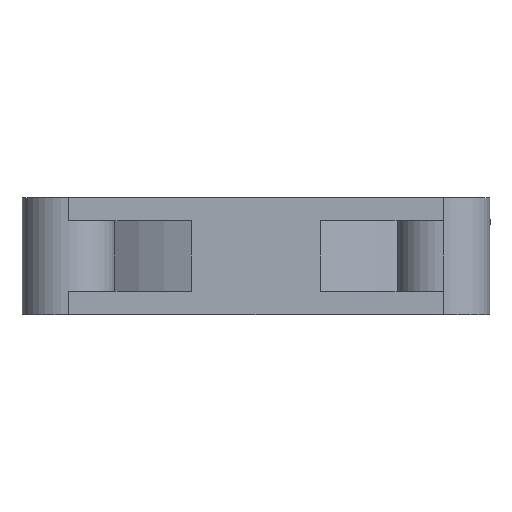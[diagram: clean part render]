
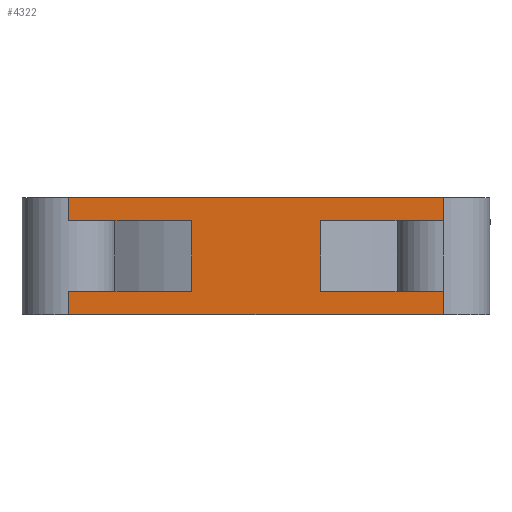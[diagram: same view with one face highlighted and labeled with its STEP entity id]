
A CAD part, left-side view. The second image highlights one B-rep face of the part: STEP entity #4322.
In plain terms, the highlighted planar face has unit normal (-1, 0, 0).
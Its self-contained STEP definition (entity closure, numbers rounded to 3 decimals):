
#45 = CARTESIAN_POINT ( 'NONE',  ( -20., 16., 0. ) ) ;
#49 = CARTESIAN_POINT ( 'NONE',  ( -20., 5.528, 2. ) ) ;
#74 = CARTESIAN_POINT ( 'NONE',  ( -20., 16., 10. ) ) ;
#86 = EDGE_CURVE ( 'NONE', #4127, #791, #6678, .T. ) ;
#147 = ORIENTED_EDGE ( 'NONE', *, *, #4868, .F. ) ;
#192 = CARTESIAN_POINT ( 'NONE',  ( -20., 0., 10. ) ) ;
#281 = LINE ( 'NONE', #192, #8088 ) ;
#328 = DIRECTION ( 'NONE',  ( 0., 0., -1. ) ) ;
#451 = CARTESIAN_POINT ( 'NONE',  ( -20., -16., 2. ) ) ;
#518 = CARTESIAN_POINT ( 'NONE',  ( -20., 16., 2. ) ) ;
#546 = LINE ( 'NONE', #8004, #3059 ) ;
#589 = VERTEX_POINT ( 'NONE', #3590 ) ;
#791 = VERTEX_POINT ( 'NONE', #8705 ) ;
#793 = CARTESIAN_POINT ( 'NONE',  ( -20., -5.528, 8. ) ) ;
#1013 = CARTESIAN_POINT ( 'NONE',  ( -20., -5.528, 2. ) ) ;
#1096 = VECTOR ( 'NONE', #8410, 1000. ) ;
#1120 = EDGE_CURVE ( 'NONE', #1250, #7281, #3024, .T. ) ;
#1211 = VERTEX_POINT ( 'NONE', #2721 ) ;
#1222 = ORIENTED_EDGE ( 'NONE', *, *, #1120, .F. ) ;
#1250 = VERTEX_POINT ( 'NONE', #1013 ) ;
#1306 = ORIENTED_EDGE ( 'NONE', *, *, #6178, .T. ) ;
#1341 = LINE ( 'NONE', #8178, #4963 ) ;
#1585 = CARTESIAN_POINT ( 'NONE',  ( -20., 0., 0. ) ) ;
#1670 = EDGE_CURVE ( 'NONE', #5571, #6152, #6518, .T. ) ;
#1921 = DIRECTION ( 'NONE',  ( 0., 0., -1. ) ) ;
#2187 = ORIENTED_EDGE ( 'NONE', *, *, #4203, .T. ) ;
#2205 = CARTESIAN_POINT ( 'NONE',  ( -20., 16., 8. ) ) ;
#2364 = CARTESIAN_POINT ( 'NONE',  ( -20., -16., 2. ) ) ;
#2422 = PLANE ( 'NONE',  #4812 ) ;
#2444 = VERTEX_POINT ( 'NONE', #4601 ) ;
#2490 = CARTESIAN_POINT ( 'NONE',  ( -20., -16., 8. ) ) ;
#2545 = DIRECTION ( 'NONE',  ( 0., 0., 1. ) ) ;
#2648 = EDGE_CURVE ( 'NONE', #5248, #2444, #6252, .T. ) ;
#2721 = CARTESIAN_POINT ( 'NONE',  ( -20., -16., 10. ) ) ;
#2884 = ORIENTED_EDGE ( 'NONE', *, *, #5684, .F. ) ;
#3024 = LINE ( 'NONE', #2364, #5619 ) ;
#3059 = VECTOR ( 'NONE', #1921, 1000. ) ;
#3103 = VECTOR ( 'NONE', #5337, 1000. ) ;
#3111 = VERTEX_POINT ( 'NONE', #7724 ) ;
#3123 = ORIENTED_EDGE ( 'NONE', *, *, #2648, .T. ) ;
#3130 = CARTESIAN_POINT ( 'NONE',  ( -20., 16., 2. ) ) ;
#3159 = DIRECTION ( 'NONE',  ( 0., -1., 0. ) ) ;
#3190 = EDGE_LOOP ( 'NONE', ( #1222, #7400, #5562, #8266, #2884, #4947, #2187, #147, #8239, #3292, #3123, #1306 ) ) ;
#3292 = ORIENTED_EDGE ( 'NONE', *, *, #7214, .T. ) ;
#3346 = VERTEX_POINT ( 'NONE', #74 ) ;
#3450 = LINE ( 'NONE', #2205, #7640 ) ;
#3590 = CARTESIAN_POINT ( 'NONE',  ( -20., 5.528, 8. ) ) ;
#3872 = CARTESIAN_POINT ( 'NONE',  ( -20., -5.528, 2. ) ) ;
#3959 = LINE ( 'NONE', #8629, #7647 ) ;
#4127 = VERTEX_POINT ( 'NONE', #793 ) ;
#4203 = EDGE_CURVE ( 'NONE', #3111, #589, #3450, .T. ) ;
#4322 = ADVANCED_FACE ( 'NONE', ( #8643 ), #2422, .F. ) ;
#4349 = VECTOR ( 'NONE', #8284, 1000. ) ;
#4601 = CARTESIAN_POINT ( 'NONE',  ( -20., -16., 0. ) ) ;
#4713 = EDGE_CURVE ( 'NONE', #3346, #3111, #6818, .T. ) ;
#4716 = EDGE_CURVE ( 'NONE', #791, #1211, #3959, .T. ) ;
#4788 = VECTOR ( 'NONE', #6601, 1000. ) ;
#4812 = AXIS2_PLACEMENT_3D ( 'NONE', #5122, #7979, #328 ) ;
#4868 = EDGE_CURVE ( 'NONE', #6152, #589, #7563, .T. ) ;
#4947 = ORIENTED_EDGE ( 'NONE', *, *, #4713, .T. ) ;
#4963 = VECTOR ( 'NONE', #6895, 1000. ) ;
#5055 = VECTOR ( 'NONE', #7252, 1000. ) ;
#5122 = CARTESIAN_POINT ( 'NONE',  ( -20., 0., 10. ) ) ;
#5248 = VERTEX_POINT ( 'NONE', #45 ) ;
#5337 = DIRECTION ( 'NONE',  ( 0., 0., -1. ) ) ;
#5562 = ORIENTED_EDGE ( 'NONE', *, *, #86, .T. ) ;
#5571 = VERTEX_POINT ( 'NONE', #518 ) ;
#5619 = VECTOR ( 'NONE', #3159, 1000. ) ;
#5684 = EDGE_CURVE ( 'NONE', #3346, #1211, #281, .T. ) ;
#6152 = VERTEX_POINT ( 'NONE', #49 ) ;
#6178 = EDGE_CURVE ( 'NONE', #2444, #7281, #1341, .T. ) ;
#6252 = LINE ( 'NONE', #1585, #4349 ) ;
#6313 = DIRECTION ( 'NONE',  ( 0., 0., 1. ) ) ;
#6518 = LINE ( 'NONE', #3130, #4788 ) ;
#6601 = DIRECTION ( 'NONE',  ( 0., -1., 0. ) ) ;
#6678 = LINE ( 'NONE', #2490, #5055 ) ;
#6770 = CARTESIAN_POINT ( 'NONE',  ( -20., 16., 0. ) ) ;
#6818 = LINE ( 'NONE', #6770, #3103 ) ;
#6895 = DIRECTION ( 'NONE',  ( 0., 0., 1. ) ) ;
#6962 = DIRECTION ( 'NONE',  ( 0., -1., 0. ) ) ;
#6993 = DIRECTION ( 'NONE',  ( 0., -1., 0. ) ) ;
#7214 = EDGE_CURVE ( 'NONE', #5571, #5248, #546, .T. ) ;
#7252 = DIRECTION ( 'NONE',  ( 0., -1., 0. ) ) ;
#7281 = VERTEX_POINT ( 'NONE', #451 ) ;
#7400 = ORIENTED_EDGE ( 'NONE', *, *, #8084, .T. ) ;
#7525 = CARTESIAN_POINT ( 'NONE',  ( -20., 5.528, 2. ) ) ;
#7563 = LINE ( 'NONE', #7525, #8492 ) ;
#7640 = VECTOR ( 'NONE', #6962, 1000. ) ;
#7647 = VECTOR ( 'NONE', #2545, 1000. ) ;
#7724 = CARTESIAN_POINT ( 'NONE',  ( -20., 16., 8. ) ) ;
#7979 = DIRECTION ( 'NONE',  ( 1., 0., 0. ) ) ;
#8004 = CARTESIAN_POINT ( 'NONE',  ( -20., 16., 0. ) ) ;
#8084 = EDGE_CURVE ( 'NONE', #1250, #4127, #8448, .T. ) ;
#8088 = VECTOR ( 'NONE', #6993, 1000. ) ;
#8178 = CARTESIAN_POINT ( 'NONE',  ( -20., -16., 10. ) ) ;
#8239 = ORIENTED_EDGE ( 'NONE', *, *, #1670, .F. ) ;
#8266 = ORIENTED_EDGE ( 'NONE', *, *, #4716, .T. ) ;
#8284 = DIRECTION ( 'NONE',  ( 0., -1., 0. ) ) ;
#8410 = DIRECTION ( 'NONE',  ( 0., 0., 1. ) ) ;
#8448 = LINE ( 'NONE', #3872, #1096 ) ;
#8492 = VECTOR ( 'NONE', #6313, 1000. ) ;
#8629 = CARTESIAN_POINT ( 'NONE',  ( -20., -16., 10. ) ) ;
#8643 = FACE_OUTER_BOUND ( 'NONE', #3190, .T. ) ;
#8705 = CARTESIAN_POINT ( 'NONE',  ( -20., -16., 8. ) ) ;
